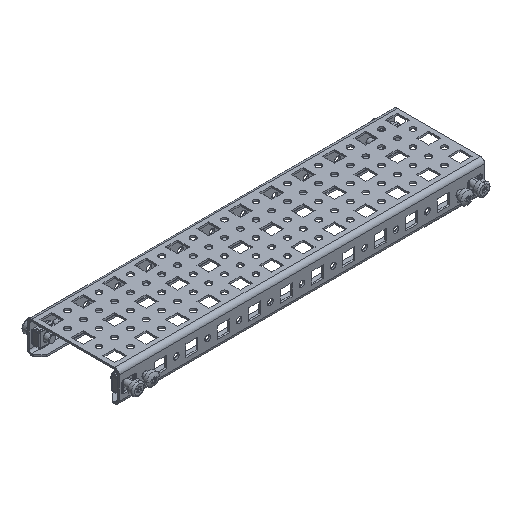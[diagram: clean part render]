
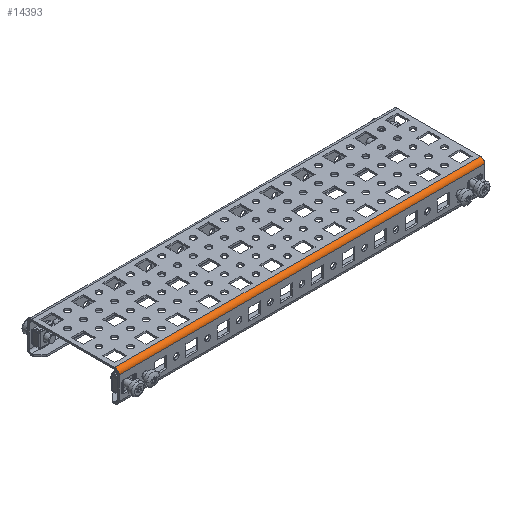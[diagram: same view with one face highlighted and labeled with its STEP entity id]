
A CAD part, isometric view. The second image highlights one B-rep face of the part: STEP entity #14393.
In plain terms, the highlighted cylindrical face has radius 3.4 mm (diameter 6.8 mm), a partial arc.
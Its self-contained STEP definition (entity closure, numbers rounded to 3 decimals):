
#1277 = CARTESIAN_POINT ( 'NONE',  ( -145.5, -33.1, 9.1 ) ) ;
#1881 = CIRCLE ( 'NONE', #9706, 3.4 ) ;
#2255 = LINE ( 'NONE', #3343, #10040 ) ;
#3343 = CARTESIAN_POINT ( 'NONE',  ( 145.5, -36.5, 9.1 ) ) ;
#3562 = EDGE_CURVE ( 'NONE', #6655, #6122, #1881, .T. ) ;
#3695 = DIRECTION ( 'NONE',  ( 0., 0., 1. ) ) ;
#4010 = CARTESIAN_POINT ( 'NONE',  ( -145.5, -36.5, 9.1 ) ) ;
#4383 = CARTESIAN_POINT ( 'NONE',  ( 145.5, -36.5, 9.1 ) ) ;
#4666 = AXIS2_PLACEMENT_3D ( 'NONE', #16318, #5485, #3695 ) ;
#5237 = VERTEX_POINT ( 'NONE', #4383 ) ;
#5265 = VERTEX_POINT ( 'NONE', #7894 ) ;
#5485 = DIRECTION ( 'NONE',  ( -1., 0., 0. ) ) ;
#6046 = CIRCLE ( 'NONE', #22815, 3.4 ) ;
#6122 = VERTEX_POINT ( 'NONE', #17674 ) ;
#6390 = DIRECTION ( 'NONE',  ( 0., 0., -1. ) ) ;
#6639 = DIRECTION ( 'NONE',  ( -1., 0., 0. ) ) ;
#6655 = VERTEX_POINT ( 'NONE', #4010 ) ;
#7894 = CARTESIAN_POINT ( 'NONE',  ( 145.5, -33.1, 12.5 ) ) ;
#8283 = DIRECTION ( 'NONE',  ( -1., 0., 0. ) ) ;
#9164 = EDGE_CURVE ( 'NONE', #5237, #5265, #6046, .T. ) ;
#9397 = EDGE_LOOP ( 'NONE', ( #21361, #16664, #22305, #13995 ) ) ;
#9706 = AXIS2_PLACEMENT_3D ( 'NONE', #1277, #6639, #17234 ) ;
#10040 = VECTOR ( 'NONE', #19406, 1000. ) ;
#12264 = LINE ( 'NONE', #15381, #15047 ) ;
#13294 = EDGE_CURVE ( 'NONE', #5237, #6655, #2255, .T. ) ;
#13310 = DIRECTION ( 'NONE',  ( -1., 0., 0. ) ) ;
#13995 = ORIENTED_EDGE ( 'NONE', *, *, #22810, .T. ) ;
#14393 = ADVANCED_FACE ( 'NONE', ( #20865 ), #16696, .T. ) ;
#15047 = VECTOR ( 'NONE', #8283, 1000. ) ;
#15381 = CARTESIAN_POINT ( 'NONE',  ( 145.5, -33.1, 12.5 ) ) ;
#16318 = CARTESIAN_POINT ( 'NONE',  ( 145.5, -33.1, 9.1 ) ) ;
#16664 = ORIENTED_EDGE ( 'NONE', *, *, #13294, .F. ) ;
#16696 = CYLINDRICAL_SURFACE ( 'NONE', #4666, 3.4 ) ;
#17234 = DIRECTION ( 'NONE',  ( 0., 0., -1. ) ) ;
#17674 = CARTESIAN_POINT ( 'NONE',  ( -145.5, -33.1, 12.5 ) ) ;
#18624 = CARTESIAN_POINT ( 'NONE',  ( 145.5, -33.1, 9.1 ) ) ;
#19406 = DIRECTION ( 'NONE',  ( -1., 0., 0. ) ) ;
#20865 = FACE_OUTER_BOUND ( 'NONE', #9397, .T. ) ;
#21361 = ORIENTED_EDGE ( 'NONE', *, *, #3562, .F. ) ;
#22305 = ORIENTED_EDGE ( 'NONE', *, *, #9164, .T. ) ;
#22810 = EDGE_CURVE ( 'NONE', #5265, #6122, #12264, .T. ) ;
#22815 = AXIS2_PLACEMENT_3D ( 'NONE', #18624, #13310, #6390 ) ;
